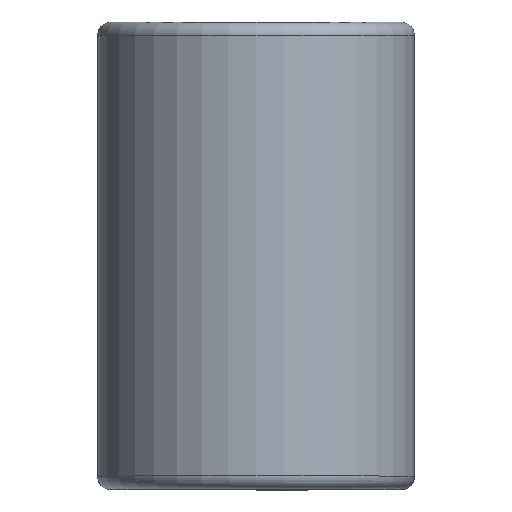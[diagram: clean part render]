
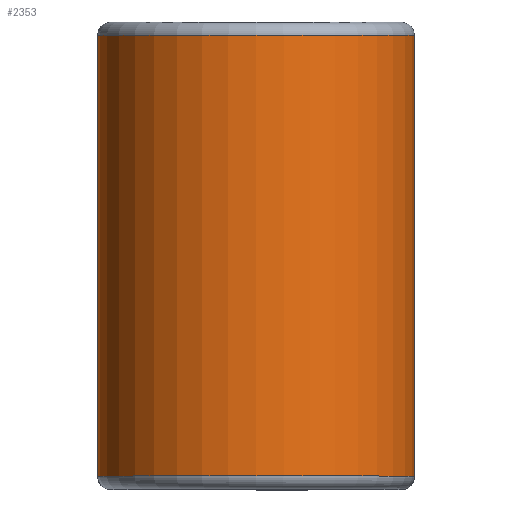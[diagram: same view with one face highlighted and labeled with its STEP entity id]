
A CAD part, top view. The second image highlights one B-rep face of the part: STEP entity #2353.
In plain terms, the highlighted cylindrical face has radius 9.157 mm (diameter 18.313 mm), a partial arc.
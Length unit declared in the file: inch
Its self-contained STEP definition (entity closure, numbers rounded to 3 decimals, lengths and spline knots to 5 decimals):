
#41 = ORIENTED_EDGE ( 'NONE', *, *, #74, .F. ) ;
#57 = EDGE_LOOP ( 'NONE', ( #2393, #1538, #41, #2573 ) ) ;
#74 = EDGE_CURVE ( 'NONE', #806, #530, #1127, .T. ) ;
#89 = CARTESIAN_POINT ( 'NONE',  ( 0., 0.50125, 0.5 ) ) ;
#140 = CARTESIAN_POINT ( 'NONE',  ( 0.3605, -0.50125, 0.5 ) ) ;
#241 = EDGE_CURVE ( 'NONE', #1534, #700, #466, .T. ) ;
#260 = DIRECTION ( 'NONE',  ( 0., -1., 0. ) ) ;
#342 = DIRECTION ( 'NONE',  ( 0., 0., -1. ) ) ;
#423 = AXIS2_PLACEMENT_3D ( 'NONE', #89, #1754, #342 ) ;
#425 = VECTOR ( 'NONE', #603, 39.37008 ) ;
#466 = LINE ( 'NONE', #1379, #2843 ) ;
#530 = VERTEX_POINT ( 'NONE', #2005 ) ;
#563 = CARTESIAN_POINT ( 'NONE',  ( -0.3605, -0.50125, 0.5 ) ) ;
#603 = DIRECTION ( 'NONE',  ( 0., 1., 0. ) ) ;
#677 = CARTESIAN_POINT ( 'NONE',  ( -0.3605, 0.50125, 0.5 ) ) ;
#700 = VERTEX_POINT ( 'NONE', #1611 ) ;
#718 = CIRCLE ( 'NONE', #1760, 0.3605 ) ;
#806 = VERTEX_POINT ( 'NONE', #563 ) ;
#825 = DIRECTION ( 'NONE',  ( 0., -1., 0. ) ) ;
#1085 = CIRCLE ( 'NONE', #423, 0.3605 ) ;
#1127 = LINE ( 'NONE', #677, #425 ) ;
#1298 = FACE_OUTER_BOUND ( 'NONE', #57, .T. ) ;
#1379 = CARTESIAN_POINT ( 'NONE',  ( 0.3605, 0.50125, 0.5 ) ) ;
#1534 = VERTEX_POINT ( 'NONE', #140 ) ;
#1538 = ORIENTED_EDGE ( 'NONE', *, *, #2621, .T. ) ;
#1554 = CYLINDRICAL_SURFACE ( 'NONE', #1944, 0.3605 ) ;
#1611 = CARTESIAN_POINT ( 'NONE',  ( 0.3605, 0.50125, 0.5 ) ) ;
#1754 = DIRECTION ( 'NONE',  ( 0., -1., 0. ) ) ;
#1760 = AXIS2_PLACEMENT_3D ( 'NONE', #2196, #825, #2431 ) ;
#1944 = AXIS2_PLACEMENT_3D ( 'NONE', #2572, #260, #2809 ) ;
#2005 = CARTESIAN_POINT ( 'NONE',  ( -0.3605, 0.50125, 0.5 ) ) ;
#2041 = EDGE_CURVE ( 'NONE', #1534, #806, #718, .T. ) ;
#2073 = DIRECTION ( 'NONE',  ( 0., 1., 0. ) ) ;
#2196 = CARTESIAN_POINT ( 'NONE',  ( 0., -0.50125, 0.5 ) ) ;
#2353 = ADVANCED_FACE ( 'NONE', ( #1298 ), #1554, .T. ) ;
#2393 = ORIENTED_EDGE ( 'NONE', *, *, #241, .T. ) ;
#2431 = DIRECTION ( 'NONE',  ( 0., 0., -1. ) ) ;
#2572 = CARTESIAN_POINT ( 'NONE',  ( 0., 0.5, 0.5 ) ) ;
#2573 = ORIENTED_EDGE ( 'NONE', *, *, #2041, .F. ) ;
#2621 = EDGE_CURVE ( 'NONE', #700, #530, #1085, .T. ) ;
#2809 = DIRECTION ( 'NONE',  ( 0., 0., -1. ) ) ;
#2843 = VECTOR ( 'NONE', #2073, 39.37008 ) ;
